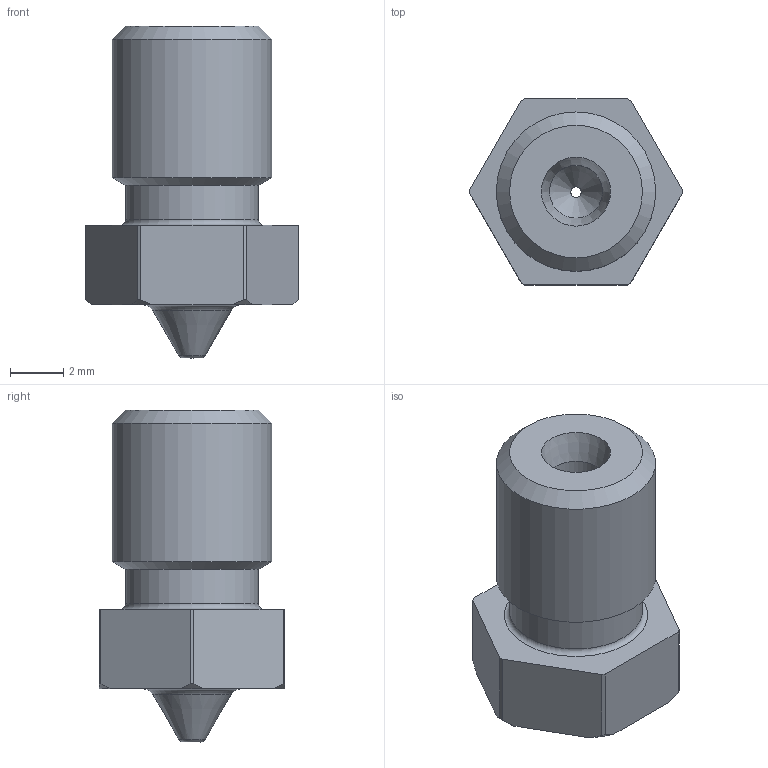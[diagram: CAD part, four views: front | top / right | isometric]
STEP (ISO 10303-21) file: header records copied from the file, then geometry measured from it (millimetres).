
FILE_DESCRIPTION(('FreeCAD Model'),'2;1');
FILE_NAME('nozzle.step', '2018-12-27T00:22:00',('Felix Morgner'),(''), 'Open CASCADE STEP processor 7.3','FreeCAD','Unknown');
FILE_SCHEMA(('AUTOMOTIVE_DESIGN { 1 0 10303 214 1 1 1 1 }'));
Length unit declared in the file: millimetre
Products named in the file (2): E3D_V6_Nozzle; Nozzle
Assembly tree (1 placements, depth 2):
  E3D_V6_Nozzle
    Nozzle
Bounding box: 8 x 7 x 12.5 mm (x, y, z)
Volume: 294.2 mm3; surface area: 375.1 mm2
Topology: 1 solids, 1 shells, 35 faces, 85 edges, 54 vertices
Faces by surface type: cone 12, plane 10, cylinder 10, torus 3
Full cylindrical faces by diameter (mm): 0.4 x1, 2 x1, 5 x1, 6 x1
Entity records: 2266 total; most frequent: CARTESIAN_POINT 442, DIRECTION 368, ORIENTED_EDGE 170, PCURVE 170, DEFINITIONAL_REPRESENTATION 170, LINE 160, VECTOR 160, AXIS2_PLACEMENT_3D 88
